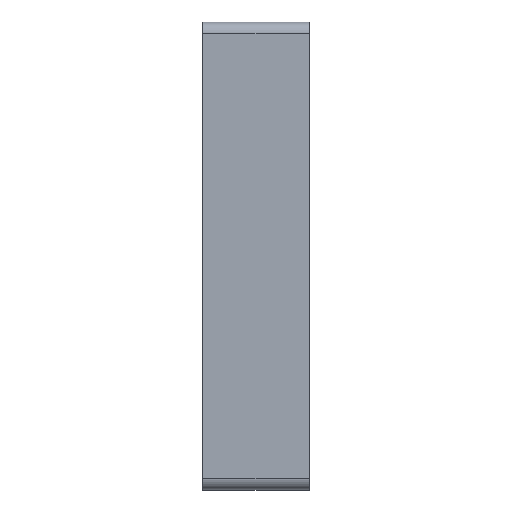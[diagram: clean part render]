
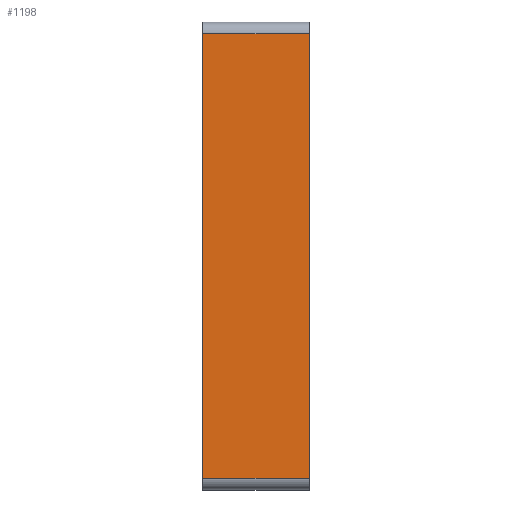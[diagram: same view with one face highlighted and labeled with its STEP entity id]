
A CAD part, top view. The second image highlights one B-rep face of the part: STEP entity #1198.
In plain terms, the highlighted planar face has unit normal (0, 0, 1).
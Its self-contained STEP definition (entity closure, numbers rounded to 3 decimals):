
#1185=AXIS2_PLACEMENT_3D('Plane Axis2P3D',#1182,#1183,#1184) ;
#492=CARTESIAN_POINT('Vertex',(0.,0.5,9.6)) ;
#495=CARTESIAN_POINT('Line Origine',(0.,9.9,9.6)) ;
#499=CARTESIAN_POINT('Vertex',(0.,19.3,9.6)) ;
#568=CARTESIAN_POINT('Vertex',(4.5,19.3,9.6)) ;
#571=CARTESIAN_POINT('Line Origine',(4.5,9.9,9.6)) ;
#575=CARTESIAN_POINT('Vertex',(4.5,0.5,9.6)) ;
#1170=CARTESIAN_POINT('Line Origine',(2.25,0.5,9.6)) ;
#1182=CARTESIAN_POINT('Axis2P3D Location',(2.25,19.3,9.6)) ;
#1187=CARTESIAN_POINT('Line Origine',(2.25,19.3,9.6)) ;
#496=DIRECTION('Vector Direction',(0.,-1.,0.)) ;
#572=DIRECTION('Vector Direction',(0.,-1.,0.)) ;
#1171=DIRECTION('Vector Direction',(1.,0.,0.)) ;
#1183=DIRECTION('Axis2P3D Direction',(-0.,0.,1.)) ;
#1184=DIRECTION('Axis2P3D XDirection',(0.,-1.,0.)) ;
#1188=DIRECTION('Vector Direction',(1.,0.,0.)) ;
#497=VECTOR('Line Direction',#496,1.) ;
#573=VECTOR('Line Direction',#572,1.) ;
#1172=VECTOR('Line Direction',#1171,1.) ;
#1189=VECTOR('Line Direction',#1188,1.) ;
#1193=ORIENTED_EDGE('',*,*,#1191,.F.) ;
#1194=ORIENTED_EDGE('',*,*,#501,.T.) ;
#1195=ORIENTED_EDGE('',*,*,#1174,.T.) ;
#1196=ORIENTED_EDGE('',*,*,#577,.F.) ;
#1198=ADVANCED_FACE('WAD-4-WS',(#1197),#1186,.T.) ;
#501=EDGE_CURVE('',#500,#493,#498,.T.) ;
#577=EDGE_CURVE('',#569,#576,#574,.T.) ;
#1174=EDGE_CURVE('',#493,#576,#1173,.T.) ;
#1191=EDGE_CURVE('',#500,#569,#1190,.T.) ;
#1192=EDGE_LOOP('',(#1193,#1194,#1195,#1196)) ;
#1197=FACE_OUTER_BOUND('',#1192,.T.) ;
#498=LINE('Line',#495,#497) ;
#574=LINE('Line',#571,#573) ;
#1173=LINE('Line',#1170,#1172) ;
#1190=LINE('Line',#1187,#1189) ;
#1186=PLANE('',#1185) ;
#493=VERTEX_POINT('',#492) ;
#500=VERTEX_POINT('',#499) ;
#569=VERTEX_POINT('',#568) ;
#576=VERTEX_POINT('',#575) ;
